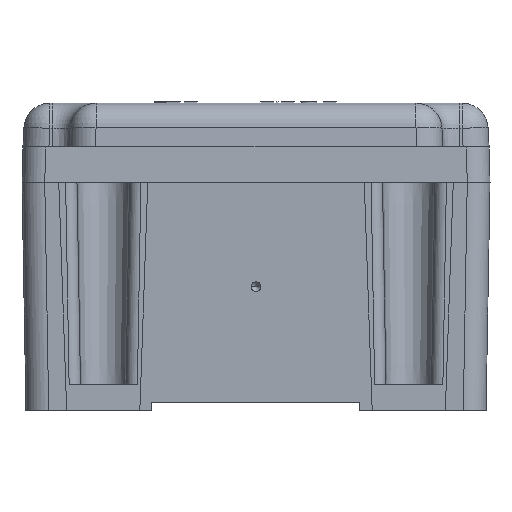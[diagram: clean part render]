
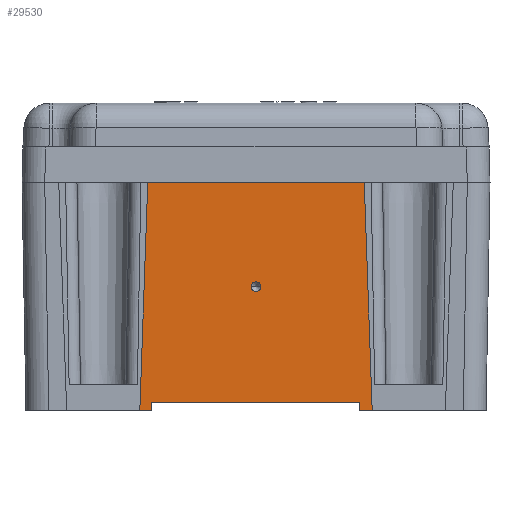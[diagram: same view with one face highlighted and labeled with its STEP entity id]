
A CAD part, left-side view. The second image highlights one B-rep face of the part: STEP entity #29530.
In plain terms, the highlighted face is planar.
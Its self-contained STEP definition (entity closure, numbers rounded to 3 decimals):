
#13100=CARTESIAN_POINT('',(-34.8,-115.822,
-51.));
#13110=VERTEX_POINT('',#13100);
#13280=CARTESIAN_POINT('',(-37.3,-115.778,
-51.));
#13290=VERTEX_POINT('',#13280);
#13320=CARTESIAN_POINT('',(-9.8,-116.258,
-51.));
#13330=DIRECTION('',(1.,-0.017,
0.));
#13340=VECTOR('',#13330,1.);
#13350=LINE('',#13320,#13340);
#13360=EDGE_CURVE('',#13290,#13110,#13350,.T.);
#26610=CARTESIAN_POINT('',(32.7,-117.,
-49.695));
#26620=VERTEX_POINT('',#26610);
#28740=CARTESIAN_POINT('',(-37.289,-115.778,
178.5));
#28750=DIRECTION('',(-0.017,-1.,
0.));
#28760=DIRECTION('',(0.,0.,-1.));
#28770=AXIS2_PLACEMENT_3D('',#28740,#28750,#28760);
#28780=PLANE('',#28770);
#28790=CARTESIAN_POINT('',(0.726,-116.442,
-83.));
#28800=DIRECTION('',(-0.017,-1.,
0.));
#28810=DIRECTION('',(1.,-0.017,
0.));
#28820=AXIS2_PLACEMENT_3D('',#28790,#28800,#28810);
#28830=ELLIPSE('',#28820,1.479,1.479);
#28840=CARTESIAN_POINT('',(2.205,-116.468,
-83.));
#28850=VERTEX_POINT('',#28840);
#28860=CARTESIAN_POINT('',(0.7,-116.441,
-81.522));
#28870=VERTEX_POINT('',#28860);
#28880=EDGE_CURVE('',#28850,#28870,#28830,.T.);
#28890=ORIENTED_EDGE('',*,*,#28880,.F.);
#28900=CARTESIAN_POINT('',(0.7,-116.441,
-84.478));
#28910=VERTEX_POINT('',#28900);
#28920=EDGE_CURVE('',#28870,#28910,#28830,.T.);
#28930=ORIENTED_EDGE('',*,*,#28920,.F.);
#28940=EDGE_CURVE('',#28910,#28850,#28830,.T.);
#28950=ORIENTED_EDGE('',*,*,#28940,.F.);
#28960=EDGE_LOOP('',(#28950,#28930,#28890));
#28970=FACE_BOUND('',#28960,.T.);
#28980=ORIENTED_EDGE('',*,*,#13360,.T.);
#28990=CARTESIAN_POINT('',(-37.3,-115.778,58.718
));
#29000=DIRECTION('',(0.,0.,1.));
#29010=VECTOR('',#29000,1.);
#29020=LINE('',#28990,#29010);
#29030=CARTESIAN_POINT('',(-37.3,-115.778,
-47.251));
#29040=VERTEX_POINT('',#29030);
#29050=EDGE_CURVE('',#13290,#29040,#29020,.T.);
#29060=ORIENTED_EDGE('',*,*,#29050,.F.);
#29070=CARTESIAN_POINT('',(-9.8,-116.258,
-48.211));
#29080=DIRECTION('',(0.999,-0.017,
-0.035));
#29090=VECTOR('',#29080,1.);
#29100=LINE('',#29070,#29090);
#29110=EDGE_CURVE('',#29040,#26620,#29100,.T.);
#29120=ORIENTED_EDGE('',*,*,#29110,.F.);
#29130=CARTESIAN_POINT('',(32.7,-117.,58.718)
);
#29140=DIRECTION('',(0.,0.,1.));
#29150=VECTOR('',#29140,1.);
#29160=LINE('',#29130,#29150);
#29170=CARTESIAN_POINT('',(32.7,-117.,
-116.305));
#29180=VERTEX_POINT('',#29170);
#29190=EDGE_CURVE('',#29180,#26620,#29160,.T.);
#29200=ORIENTED_EDGE('',*,*,#29190,.T.);
#29210=CARTESIAN_POINT('',(-9.8,-116.258,
-117.789));
#29220=DIRECTION('',(-0.999,0.017,
-0.035));
#29230=VECTOR('',#29220,1.);
#29240=LINE('',#29210,#29230);
#29250=CARTESIAN_POINT('',(-37.3,-115.778,
-118.749));
#29260=VERTEX_POINT('',#29250);
#29270=EDGE_CURVE('',#29180,#29260,#29240,.T.);
#29280=ORIENTED_EDGE('',*,*,#29270,.F.);
#29290=CARTESIAN_POINT('',(-37.3,-115.778,58.718
));
#29300=DIRECTION('',(0.,0.,1.));
#29310=VECTOR('',#29300,1.);
#29320=LINE('',#29290,#29310);
#29330=CARTESIAN_POINT('',(-37.3,-115.778,-115.));
#29340=VERTEX_POINT('',#29330);
#29350=EDGE_CURVE('',#29260,#29340,#29320,.T.);
#29360=ORIENTED_EDGE('',*,*,#29350,.F.);
#29370=CARTESIAN_POINT('',(-9.8,-116.258,
-115.));
#29380=DIRECTION('',(1.,-0.017,
0.));
#29390=VECTOR('',#29380,1.);
#29400=LINE('',#29370,#29390);
#29410=CARTESIAN_POINT('',(-34.8,-115.822,-115.));
#29420=VERTEX_POINT('',#29410);
#29430=EDGE_CURVE('',#29340,#29420,#29400,.T.);
#29440=ORIENTED_EDGE('',*,*,#29430,.F.);
#29450=CARTESIAN_POINT('',(-34.8,-115.822,58.718
));
#29460=DIRECTION('',(0.,0.,-1.));
#29470=VECTOR('',#29460,1.);
#29480=LINE('',#29450,#29470);
#29490=EDGE_CURVE('',#13110,#29420,#29480,.T.);
#29500=ORIENTED_EDGE('',*,*,#29490,.T.);
#29510=EDGE_LOOP('',(#29500,#29440,#29360,#29280,#29200,#29120,#29060,
#28980));
#29520=FACE_OUTER_BOUND('',#29510,.T.);
#29530=ADVANCED_FACE('',(#28970,#29520),#28780,.T.);
